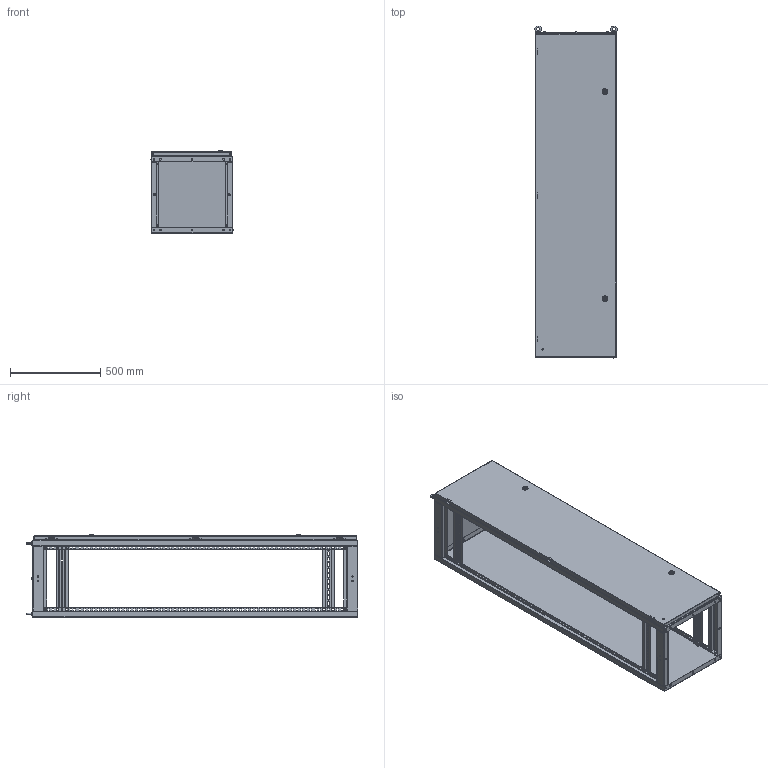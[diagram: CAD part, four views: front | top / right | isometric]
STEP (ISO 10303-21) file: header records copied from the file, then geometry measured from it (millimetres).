
FILE_DESCRIPTION (( 'STEP AP203' ), '1' );
FILE_NAME ('ÌÈ-2449.00.00.000 Êàðêàñ ÂÐÓ-1 Unit R ðàçáîðíûé (1800õ450õ450) IP31 EKF PROxima.STEP', '2022-09-12T12:45:35', ( '' ), ( '' ), 'SwSTEP 2.0', 'SolidWorks 2021', '' );
FILE_SCHEMA (( 'CONFIG_CONTROL_DESIGN' ));
Length unit declared in the file: millimetre
Products named in the file (29): 昈-2439.01.01.01.001 砑鳧罻; ﾌﾈ-2449.01.02.001 ﾄ粢; ﾌﾈ-2439.00.00.002 ﾊ; ÌÈ-2449.02.00.000 Ñòåíêà çàäíÿÿ ÑÁ; 昈-2449.01.01.000 忺謤僔 譇檞 捘; pan head cross recess screw_din_DIN EN ISO 7045 - M6 x 16 - Z - 16N; hex flange bolt_din_DIN 6921 - M8 x 16 x 16-N; ﾌﾈ-2431.00.00.001 ﾊ煇鳫; ÌÈ-2439.01.01.002 Ïåðåêëàäèíà ; hex flange nut_din_Hexagon Flange Nut DIN 6923 - M6 - N; ﾌﾈ-2449.01.02.000 ﾄ粢 ﾑﾁ; 昈-2439.01.01.01.000 砑鳧罻 捘; Çàêëåïêà ãàå÷íàÿ Ì6; Íàâåñêà íà êîðïóñ ïîä êëåïêó; ÌÈ-2431.03.00.001 Ïåðåìû÷êà; ÌÈ-2449.00.00.000 Êàðêàñ ÂÐÓ-1 Unit R ðàçáîðíûé (1800õ450õ450)  IP31 EKF PROxima; Çàìîê áîëüøîé; ÌÈ-2431.03.00.000 Ïåðåìû÷êà ÑÁ; ÌÈ-2449.02.00.001 Ñòåíêà çàäíÿÿ; plain washer grade a_din_Washer DIN 125 - A 8.4; 昈-2448.01.01.001 栺鍣罻; curved spring lock washer_din_Spring washer DIN 128 - A8; Ïåòëÿ íà äâåðü ï-îáðàçíàÿ; round head short square neck bolt_ai_RHSSNBOLT 0.25-20x0.5x0.5-N; rivet 02_din1_DIN 660-5x10-St-A-4; eyebolt580_din_Eyebolt DIN 358-M8-N; hex nut gradec_din_Hexagon Nut ISO 4034 - M8 - N; ÌÈ-2449.01.00.000 Ðàìà ïåðåäíÿÿ ÑÁ; Øïèëüêà Ì6õ12
Assembly tree (99 placements, depth 5):
  ÌÈ-2449.00.00.000 Êàðêàñ ÂÐÓ-1 Unit R ðàçáîðíûé (1800õ450õ450)  IP31 EKF PROxima
    ÌÈ-2449.01.00.000 Ðàìà ïåðåäíÿÿ ÑÁ
      昈-2449.01.01.000 忺謤僔 譇檞 捘
        昈-2448.01.01.001 栺鍣罻  x2
        ÌÈ-2439.01.01.002 Ïåðåêëàäèíà   x2
        昈-2439.01.01.01.000 砑鳧罻 捘  x2
          昈-2439.01.01.01.001 砑鳧罻
          Øïèëüêà Ì6õ12
      ﾌﾈ-2449.01.02.000 ﾄ粢 ﾑﾁ
        ﾌﾈ-2449.01.02.001 ﾄ粢
        Çàìîê áîëüøîé  x2
        Ïåòëÿ íà äâåðü ï-îáðàçíàÿ  x3
        Øïèëüêà Ì6õ12
      Íàâåñêà íà êîðïóñ ïîä êëåïêó  x3
      rivet 02_din1_DIN 660-5x10-St-A-4  x6
      Çàêëåïêà ãàå÷íàÿ Ì6  x3
      hex flange nut_din_Hexagon Flange Nut DIN 6923 - M6 - N
    ÌÈ-2449.02.00.000 Ñòåíêà çàäíÿÿ ÑÁ
      ÌÈ-2449.02.00.001 Ñòåíêà çàäíÿÿ
      Çàêëåïêà ãàå÷íàÿ Ì6  x3
    ÌÈ-2431.03.00.000 Ïåðåìû÷êà ÑÁ  x4
      ÌÈ-2431.03.00.001 Ïåðåìû÷êà
      Çàêëåïêà ãàå÷íàÿ Ì6
    round head short square neck bolt_ai_RHSSNBOLT 0.25-20x0.5x0.5-N  x8
    hex flange nut_din_Hexagon Flange Nut DIN 6923 - M6 - N  x8
    hex flange bolt_din_DIN 6921 - M8 x 16 x 16-N  x8
    hex nut gradec_din_Hexagon Nut ISO 4034 - M8 - N  x10
    ﾌﾈ-2431.00.00.001 ﾊ煇鳫  x4
    ﾌﾈ-2439.00.00.002 ﾊ
    Çàêëåïêà ãàå÷íàÿ Ì6
    pan head cross recess screw_din_DIN EN ISO 7045 - M6 x 16 - Z - 16N  x10
    eyebolt580_din_Eyebolt DIN 358-M8-N  x2
    curved spring lock washer_din_Spring washer DIN 128 - A8  x2
    plain washer grade a_din_Washer DIN 125 - A 8.4  x2
Bounding box: 455.91 x 1837.5 x 455.3 mm (x, y, z)
Volume: 3372787.1 mm3; surface area: 6087213.1 mm2
Topology: 98 solids, 108 shells, 4781 faces, 11978 edges, 7464 vertices
Faces by surface type: plane 2727, cylinder 1092, cone 544, torus 194, bspline 188, sphere 36
Entity records: 69990 total; most frequent: CARTESIAN_POINT 15779, ORIENTED_EDGE 10226, DIRECTION 9642, EDGE_CURVE 5113, VECTOR 4062, LINE 4062, VERTEX_POINT 3279, AXIS2_PLACEMENT_3D 2790
